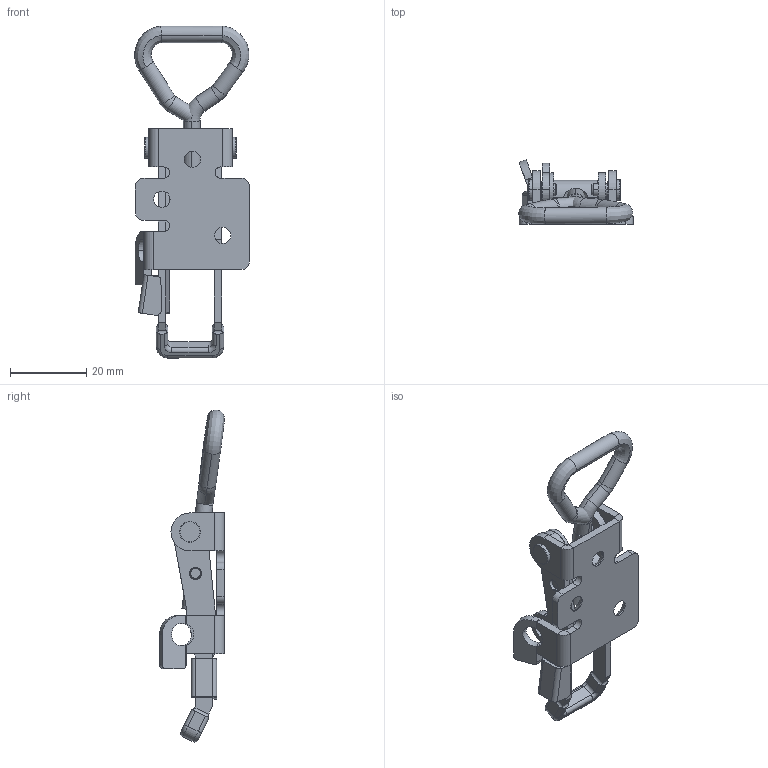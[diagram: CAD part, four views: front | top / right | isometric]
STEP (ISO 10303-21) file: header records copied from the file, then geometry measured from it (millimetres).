
FILE_DESCRIPTION (( 'STEP AP214' ), '1' );
FILE_NAME ('520166 - 701 LC ZP Blue Safety catch Friction screw.STEP', '2017-02-01T09:35:36', ( '' ), ( '' ), 'SwSTEP 2.0', 'SolidWorks 2015', '' );
FILE_SCHEMA (( 'AUTOMOTIVE_DESIGN' ));
Length unit declared in the file: millimetre
Products named in the file (9): 701 - Ansatsnit; 701 - Bygel Låsögla blå plast; 701 - LC Safety; 520166 - 701 LC ZP Blue Safety catch Friction screw; 701 - S鄢erhetssp酺r; 701 - Skruvögla; 701 - Mid Cylinder with Friction ring; 701 - Friction ring; 701 - Mid Cylinder Friction
Assembly tree (9 placements, depth 3):
  520166 - 701 LC ZP Blue Safety catch Friction screw
    701 - LC Safety
    701 - Bygel Låsögla blå plast
    701 - Ansatsnit  x2
    701 - Mid Cylinder with Friction ring
      701 - Mid Cylinder Friction
      701 - Friction ring
    701 - Skruvögla
    701 - S鄢erhetssp酺r
Bounding box: 30.17 x 17.11 x 87.35 mm (x, y, z)
Volume: 6820.1 mm3; surface area: 8734.6 mm2
Topology: 8 solids, 8 shells, 284 faces, 673 edges, 409 vertices
Faces by surface type: cylinder 126, plane 114, torus 18, cone 16, bspline 10
Entity records: 9391 total; most frequent: CARTESIAN_POINT 2208, DIRECTION 1392, ORIENTED_EDGE 1294, EDGE_CURVE 647, AXIS2_PLACEMENT_3D 522, VERTEX_POINT 393, LINE 348, VECTOR 348
